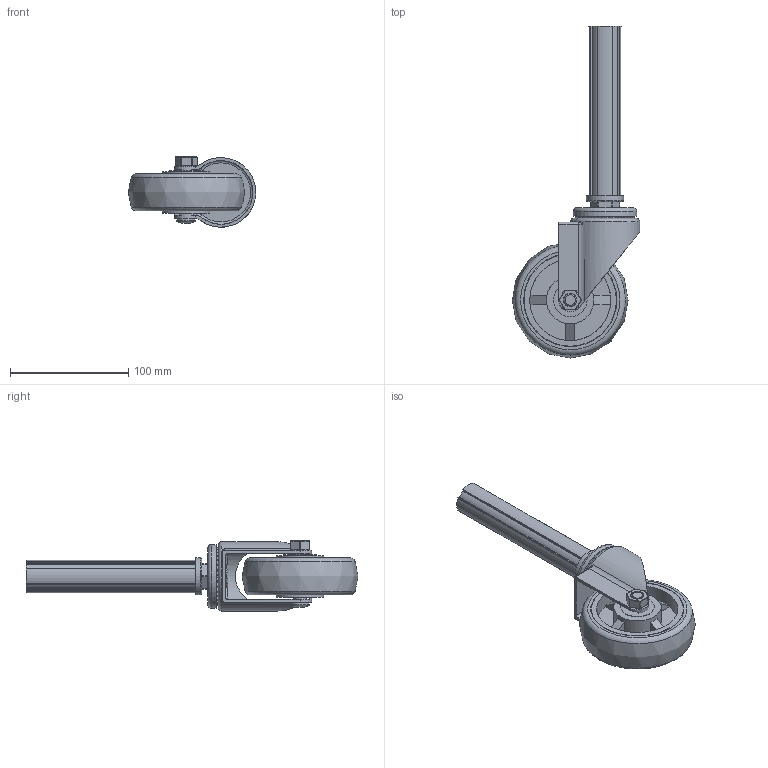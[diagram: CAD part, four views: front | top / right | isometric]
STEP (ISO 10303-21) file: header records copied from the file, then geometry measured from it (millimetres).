
FILE_DESCRIPTION(/* description */ (''),/* implementation_level */ '2;1');
FILE_NAME(/* name */ '31D-SM10D4-0.step',/* time_stamp */ '2022-07-19T10:58:22-04:00',/* author */ (''),/* organization */ (''),/* preprocessor_version */ 'ST-DEVELOPER v19',/* originating_system */ 'Autodesk Translation Framework v11.7.0.108',/* authorisation */ '');
FILE_SCHEMA (('AUTOMOTIVE_DESIGN { 1 0 10303 214 3 1 1 }'));
Length unit declared in the file: millimetre
Products named in the file (1): 31D-SM10D4-0
Bounding box: 107.61 x 280.35 x 59.29 mm (x, y, z)
Volume: 242830 mm3; surface area: 103055 mm2
Topology: 10 solids, 10 shells, 370 faces, 973 edges, 639 vertices
Faces by surface type: cylinder 141, plane 134, sphere 31, torus 30, cone 17, bspline 17
Full cylindrical faces by diameter (mm): 6.85 x1, 8.709 x1, 9.785 x15, 9.981 x4, 10.275 x4, 10.764 x1, 11.253 x1, 14.678 x1, 15.657 x1, 17.614 x1, 19.571 x2, 20.941 x3, 28.378 x4, 31.313 x1, 40.12 x2, 53.819 x1, 68.497 x2
Entity records: 16318 total; most frequent: CARTESIAN_POINT 6971, DIRECTION 2035, ORIENTED_EDGE 1886, EDGE_CURVE 943, AXIS2_PLACEMENT_3D 814, VERTEX_POINT 639, EDGE_LOOP 438, CIRCLE 434
